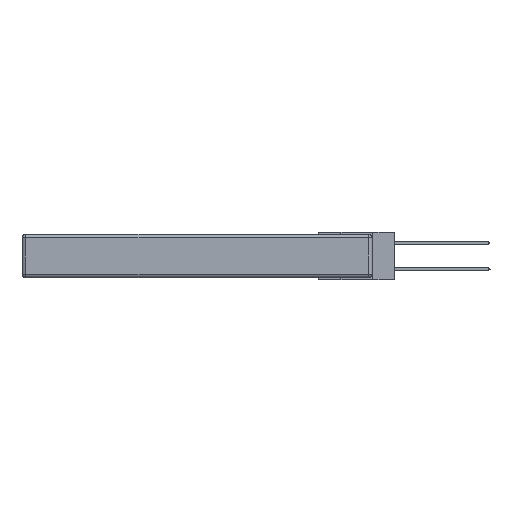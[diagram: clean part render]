
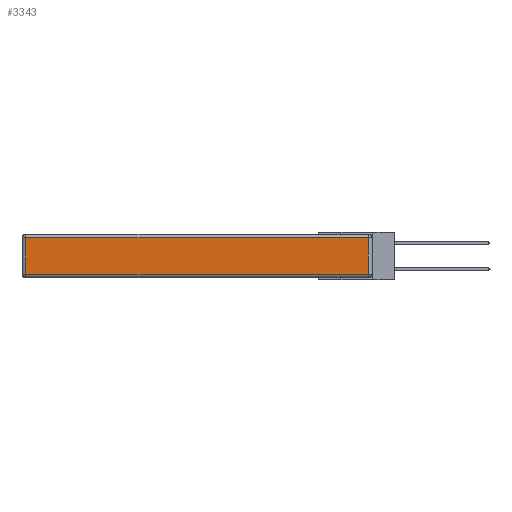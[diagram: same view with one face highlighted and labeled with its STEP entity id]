
A CAD part, left-side view. The second image highlights one B-rep face of the part: STEP entity #3343.
In plain terms, the highlighted planar face has unit normal (-1, 0, 0).
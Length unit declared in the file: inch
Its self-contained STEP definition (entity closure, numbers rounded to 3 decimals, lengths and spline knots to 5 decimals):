
#195 = VECTOR ( 'NONE', #449, 39.37008 ) ;
#405 = DIRECTION ( 'NONE',  ( 0., 0., -1. ) ) ;
#449 = DIRECTION ( 'NONE',  ( 0., -1., 0. ) ) ;
#1906 = ORIENTED_EDGE ( 'NONE', *, *, #3934, .T. ) ;
#2305 = CARTESIAN_POINT ( 'NONE',  ( 0., 0.03, -0.313 ) ) ;
#2707 = DIRECTION ( 'NONE',  ( 0., 1., 0. ) ) ;
#2828 = DIRECTION ( 'NONE',  ( 0., 0., 1. ) ) ;
#3343 = ADVANCED_FACE ( 'NONE', ( #7456 ), #12462, .T. ) ;
#3934 = EDGE_CURVE ( 'NONE', #4333, #16939, #20982, .T. ) ;
#4208 = CARTESIAN_POINT ( 'NONE',  ( 0., 0., -0.343 ) ) ;
#4333 = VERTEX_POINT ( 'NONE', #12255 ) ;
#5687 = LINE ( 'NONE', #9408, #9395 ) ;
#6919 = ORIENTED_EDGE ( 'NONE', *, *, #9929, .T. ) ;
#7168 = CARTESIAN_POINT ( 'NONE',  ( 0., 0., -0.313 ) ) ;
#7456 = FACE_OUTER_BOUND ( 'NONE', #15705, .T. ) ;
#7638 = CARTESIAN_POINT ( 'NONE',  ( 0., 2.75, -0.03 ) ) ;
#9084 = CARTESIAN_POINT ( 'NONE',  ( 0., 2.72, -0.313 ) ) ;
#9178 = ORIENTED_EDGE ( 'NONE', *, *, #16035, .T. ) ;
#9395 = VECTOR ( 'NONE', #2828, 39.37008 ) ;
#9408 = CARTESIAN_POINT ( 'NONE',  ( 0., 0.03, -0.343 ) ) ;
#9929 = EDGE_CURVE ( 'NONE', #11818, #21722, #13869, .T. ) ;
#10852 = DIRECTION ( 'NONE',  ( 0., 0., 1. ) ) ;
#11818 = VERTEX_POINT ( 'NONE', #9084 ) ;
#12255 = CARTESIAN_POINT ( 'NONE',  ( 0., 0.03, -0.03 ) ) ;
#12462 = PLANE ( 'NONE',  #14405 ) ;
#12749 = CARTESIAN_POINT ( 'NONE',  ( 0., 2.72, -0.03 ) ) ;
#12754 = DIRECTION ( 'NONE',  ( -1., 0., 0. ) ) ;
#13869 = LINE ( 'NONE', #7168, #195 ) ;
#14405 = AXIS2_PLACEMENT_3D ( 'NONE', #4208, #12754, #10852 ) ;
#15705 = EDGE_LOOP ( 'NONE', ( #6919, #9178, #1906, #21656 ) ) ;
#15750 = LINE ( 'NONE', #17141, #20724 ) ;
#16035 = EDGE_CURVE ( 'NONE', #21722, #4333, #5687, .T. ) ;
#16531 = VECTOR ( 'NONE', #2707, 39.37008 ) ;
#16939 = VERTEX_POINT ( 'NONE', #12749 ) ;
#17141 = CARTESIAN_POINT ( 'NONE',  ( 0., 2.72, -0.343 ) ) ;
#20575 = EDGE_CURVE ( 'NONE', #16939, #11818, #15750, .T. ) ;
#20724 = VECTOR ( 'NONE', #405, 39.37008 ) ;
#20982 = LINE ( 'NONE', #7638, #16531 ) ;
#21656 = ORIENTED_EDGE ( 'NONE', *, *, #20575, .T. ) ;
#21722 = VERTEX_POINT ( 'NONE', #2305 ) ;
